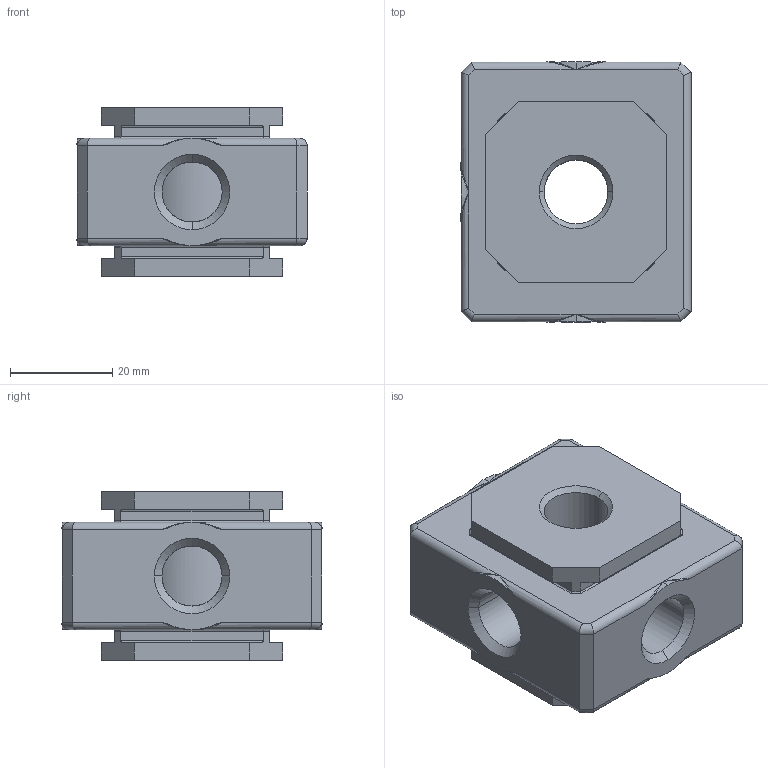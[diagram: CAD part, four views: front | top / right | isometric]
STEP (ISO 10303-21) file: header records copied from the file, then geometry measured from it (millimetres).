
FILE_DESCRIPTION (( 'STEP AP214' ), '1' );
FILE_NAME ('Norgren-4316-02.STEP', '2020-12-04T17:39:51', ( '' ), ( '' ), 'SwSTEP 2.0', 'SolidWorks 2020', '' );
FILE_SCHEMA (( 'AUTOMOTIVE_DESIGN' ));
Length unit declared in the file: millimetre
Products named in the file (2): 4316; Norgren-4316-02
Assembly tree (1 placements, depth 2):
  Norgren-4316-02
    4316
Bounding box: 45.04 x 50.88 x 33 mm (x, y, z)
Volume: 51910.5 mm3; surface area: 13198.2 mm2
Topology: 1 solids, 1 shells, 131 faces, 324 edges, 188 vertices
Faces by surface type: cylinder 65, plane 44, bspline 12, cone 10
Entity records: 8612 total; most frequent: CARTESIAN_POINT 4344, ORIENTED_EDGE 624, DIRECTION 498, EDGE_CURVE 312, LINE 192, VECTOR 192, VERTEX_POINT 188, AXIS2_PLACEMENT_3D 153
